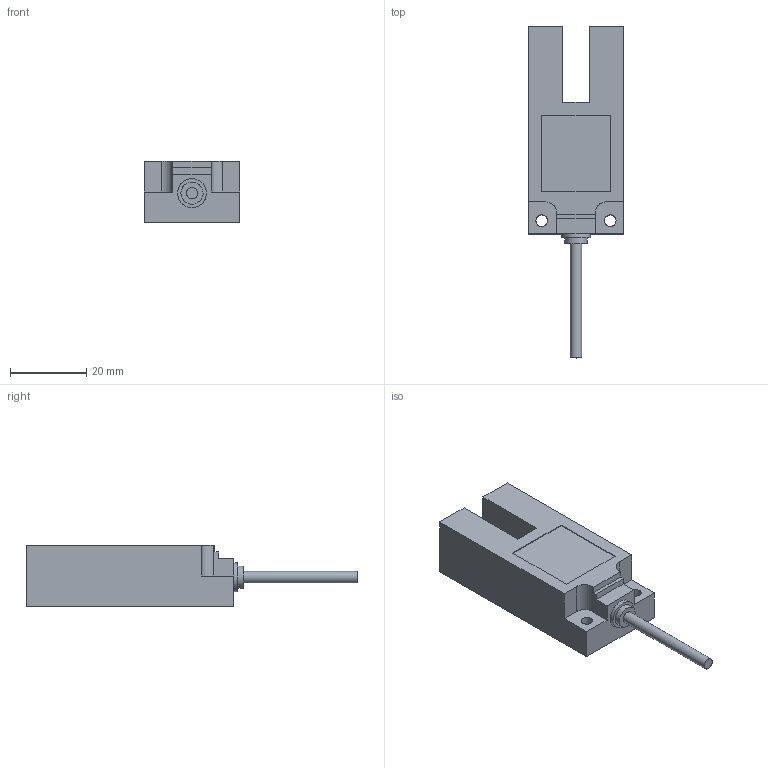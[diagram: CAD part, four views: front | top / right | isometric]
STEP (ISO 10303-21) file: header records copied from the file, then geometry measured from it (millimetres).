
FILE_DESCRIPTION(/* description */ (''),/* implementation_level */ '2;1');
FILE_NAME(/* name */ 'FG25.stp',/* time_stamp */ '2022-10-29T15:52:49+08:00',/* author */ (''),/* organization */ (''),/* preprocessor_version */ 'ST-DEVELOPER v16',/* originating_system */ 'SIEMENS PLM Software NX 10.0',/* authorisation */ '');
FILE_SCHEMA (('AP203_CONFIGURATION_CONTROLLED_3D_DESIGN_OF_MECHANICAL_PARTS_AND_ASSEMBLIES_MIM_LF { 1 0 10303 403 2 1 2}'));
Length unit declared in the file: millimetre
Products named in the file (1): Admi2AB8DD0Ci4h1
Bounding box: 25 x 87 x 16 mm (x, y, z)
Surface area: 6206.8 mm2 (no closed solid volume)
Topology: 0 solids, 38 shells, 38 faces, 203 edges, 200 vertices
Faces by surface type: plane 31, cylinder 7
Full cylindrical faces by diameter (mm): 3 x3, 5.8 x1, 7.6 x1
Entity records: 2227 total; most frequent: CARTESIAN_POINT 653, DIRECTION 248, ORIENTED_EDGE 196, VERTEX_POINT 196, EDGE_CURVE 196, LINE 138, VECTOR 138, AXIS2_PLACEMENT_3D 55
